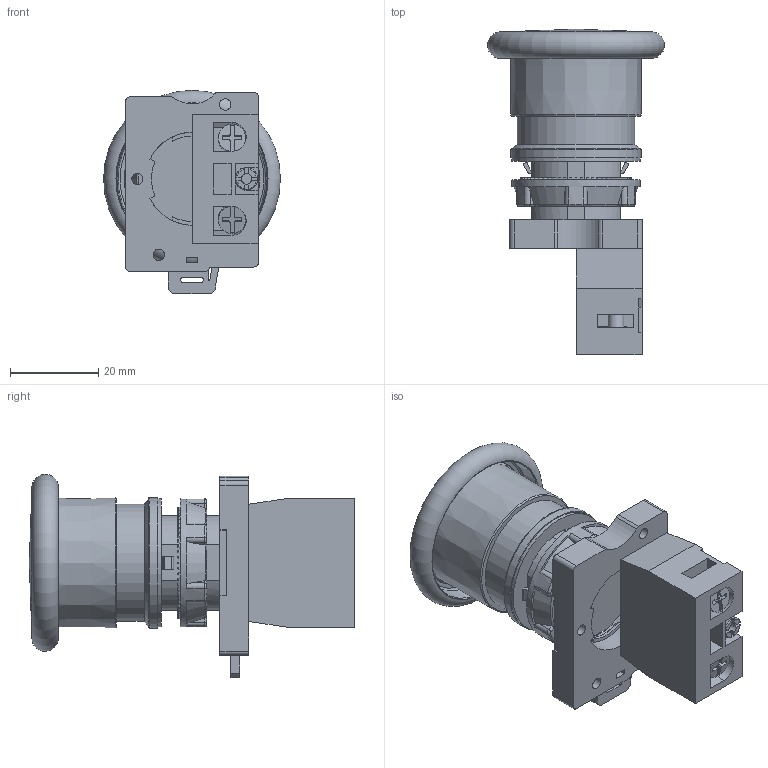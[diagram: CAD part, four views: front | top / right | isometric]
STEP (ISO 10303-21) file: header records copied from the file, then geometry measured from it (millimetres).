
FILE_DESCRIPTION(('STEP AP203'), '1');
FILE_NAME('MTB2-EC42', '2024-09-09T12:55:43', (''), (''), 'C3D Converter', 'C3D Toolkit', '');
FILE_SCHEMA(('CONFIG_CONTROL_DESIGN'));
Length unit declared in the file: millimetre
Bounding box: 40 x 73.6 x 45.95 mm (x, y, z)
Volume: 41429.9 mm3; surface area: 16644.6 mm2
Topology: 1 solids, 2 shells, 742 faces, 2057 edges, 1334 vertices
Faces by surface type: plane 254, cylinder 252, bspline 184, torus 36, cone 14, sphere 2
Full cylindrical faces by diameter (mm): 2.4 x1, 2.5 x6, 2.6 x2, 3 x1, 3.3 x4, 3.5 x2, 5 x1, 6.2 x2, 24.8 x1, 25.2 x1, 26.5 x1, 29 x2, 29.5 x1
Entity records: 36840 total; most frequent: CARTESIAN_POINT 13149, ORIENTED_EDGE 4030, DIRECTION 3179, EDGE_CURVE 2015, VERTEX_POINT 1333, AXIS2_PLACEMENT_3D 1175, FACE_BOUND 834, EDGE_LOOP 834
